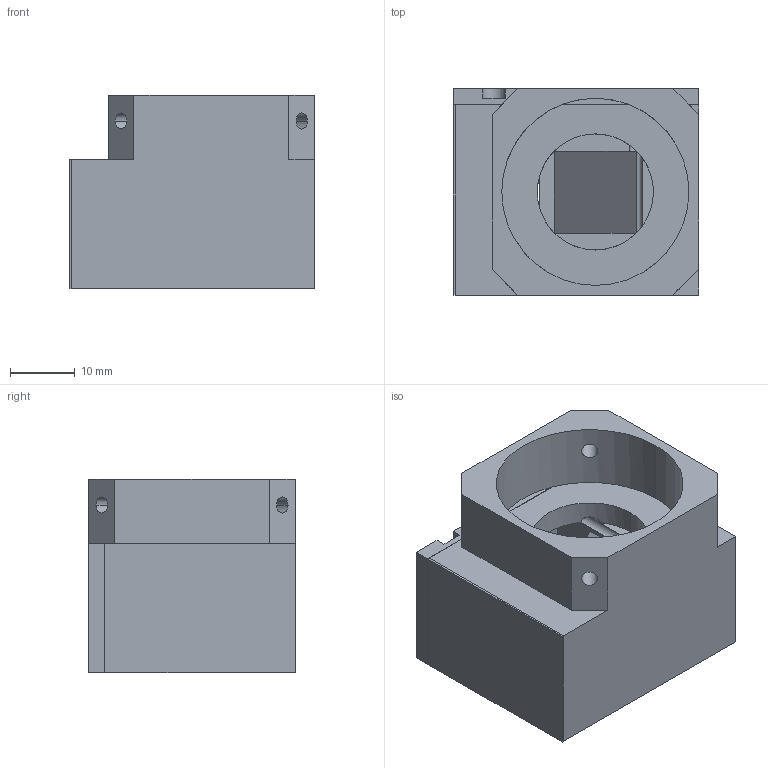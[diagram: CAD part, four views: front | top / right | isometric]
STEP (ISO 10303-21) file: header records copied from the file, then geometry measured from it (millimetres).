
FILE_DESCRIPTION (( 'STEP AP203' ), '1' );
FILE_NAME ('XF-ADZ-29D-5.STEP', '2016-07-04T07:21:42', ( 'Lxtx999.CoM' ), ( 'Lxtx999.CoM' ), 'SwSTEP 2.0', 'SolidWorks 2014', '' );
FILE_SCHEMA (( 'CONFIG_CONTROL_DESIGN' ));
Length unit declared in the file: millimetre
Products named in the file (5): XF-ADZ-29D-5; XF-ADZ-29D-5-01-翋极-20150408V5; J-MR12.7-01-斜边反射直角反射棱镜-20151019V5; XF-ADZ-30D-5-03-詩え-20150408V5; XF-ADZ-30D-5-02-綠裔赽-20150408V5
Assembly tree (5 placements, depth 2):
  XF-ADZ-29D-5
    XF-ADZ-29D-5-01-翋极-20150408V5
    J-MR12.7-01-斜边反射直角反射棱镜-20151019V5  x2
    XF-ADZ-30D-5-03-詩え-20150408V5
    XF-ADZ-30D-5-02-綠裔赽-20150408V5
Bounding box: 38 x 32 x 30 mm (x, y, z)
Volume: 20158.9 mm3; surface area: 12465.9 mm2
Topology: 5 solids, 5 shells, 96 faces, 253 edges, 162 vertices
Faces by surface type: plane 57, cylinder 33, cone 6
Entity records: 3538 total; most frequent: CARTESIAN_POINT 675, DIRECTION 485, ORIENTED_EDGE 476, EDGE_CURVE 238, LINE 165, VECTOR 165, AXIS2_PLACEMENT_3D 160, VERTEX_POINT 156
